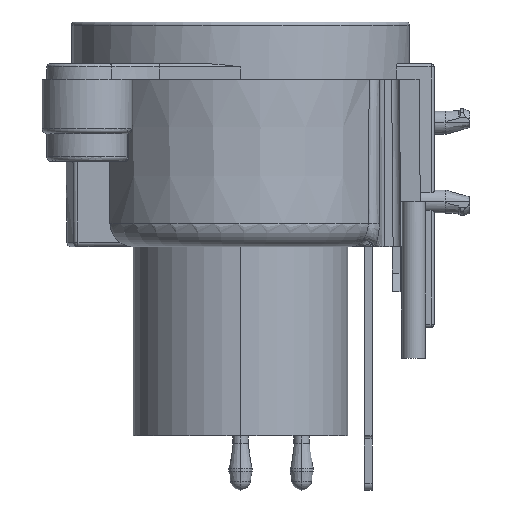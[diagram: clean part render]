
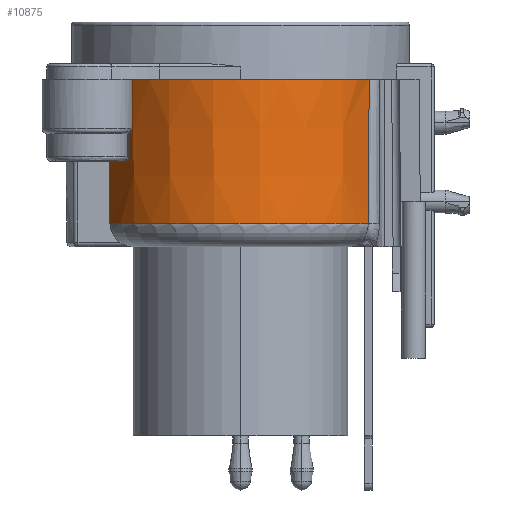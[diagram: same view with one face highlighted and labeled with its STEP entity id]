
A CAD part, left-side view. The second image highlights one B-rep face of the part: STEP entity #10875.
In plain terms, the highlighted conical face has half-angle 0.641 degrees and reference radius 9.107 mm.
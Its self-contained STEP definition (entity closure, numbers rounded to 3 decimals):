
#987=CARTESIAN_POINT('',(0.,0.,-10.317));
#988=DIRECTION('',(0.,0.,1.));
#989=DIRECTION('',(-0.367,0.93,0.));
#990=AXIS2_PLACEMENT_3D('',#987,#988,#989);
#2116=CARTESIAN_POINT('',(0.,0.,-1.));
#2117=DIRECTION('',(0.,0.,-1.));
#2118=DIRECTION('',(-0.421,-0.907,0.));
#2119=AXIS2_PLACEMENT_3D('',#2116,#2117,#2118);
#2208=CARTESIAN_POINT('',(-3.319,8.424,
-10.317));
#2209=CARTESIAN_POINT('',(-3.328,8.433,
-9.281));
#2210=CARTESIAN_POINT('',(-3.346,8.451,
-7.211));
#2211=CARTESIAN_POINT('',(-3.373,8.478,
-4.105));
#2212=CARTESIAN_POINT('',(-3.391,8.495,
-2.035));
#2213=CARTESIAN_POINT('',(-3.4,8.504,-1.));
#2988=CARTESIAN_POINT('',(-3.736,-8.248,
-10.317));
#2989=CARTESIAN_POINT('',(-3.75,-8.254,
-9.274));
#2990=CARTESIAN_POINT('',(-3.777,-8.268,
-7.193));
#2991=CARTESIAN_POINT('',(-3.817,-8.287,
-4.087));
#2992=CARTESIAN_POINT('',(-3.844,-8.3,
-2.027));
#2993=CARTESIAN_POINT('',(-3.858,-8.307,
-1.));
#6930=CARTESIAN_POINT('',(-3.859,-8.306,
-1.));
#6931=CARTESIAN_POINT('',(-3.4,8.504,-1.));
#6932=VERTEX_POINT('',#6930);
#6933=VERTEX_POINT('',#6931);
#6970=VERTEX_POINT('',#2208);
#6971=VERTEX_POINT('',#2988);
#10862=CARTESIAN_POINT('',(0.,0.,-5.658));
#10863=DIRECTION('',(0.,0.,1.));
#10864=DIRECTION('',(0.,1.,0.));
#10865=AXIS2_PLACEMENT_3D('',#10862,#10863,#10864);
#10866=CONICAL_SURFACE('',#10865,9.106,0.641);
#10868=ORIENTED_EDGE('',*,*,#10867,.T.);
#10869=ORIENTED_EDGE('',*,*,#10821,.F.);
#10871=ORIENTED_EDGE('',*,*,#10870,.F.);
#10872=ORIENTED_EDGE('',*,*,#9516,.F.);
#10873=EDGE_LOOP('',(#10868,#10869,#10871,#10872));
#10874=FACE_OUTER_BOUND('',#10873,.F.);
#991=CIRCLE('',#990,9.054);
#2120=CIRCLE('',#2119,9.159);
#2214=B_SPLINE_CURVE_WITH_KNOTS('',3,(#2208,#2209,#2210,#2211,#2212,#2213),
.UNSPECIFIED.,.F.,.F.,(4,1,1,4),(0.,0.333,0.667,1.),
.UNSPECIFIED.);
#2994=B_SPLINE_CURVE_WITH_KNOTS('',3,(#2988,#2989,#2990,#2991,#2992,#2993),
.UNSPECIFIED.,.F.,.F.,(4,1,1,4),(0.,0.333,0.667,1.),
.UNSPECIFIED.);
#9516=EDGE_CURVE('',#6970,#6971,#991,.T.);
#10821=EDGE_CURVE('',#6932,#6933,#2120,.T.);
#10867=EDGE_CURVE('',#6970,#6933,#2214,.T.);
#10870=EDGE_CURVE('',#6971,#6932,#2994,.T.);
#10875=ADVANCED_FACE('',(#10874),#10866,.T.);
